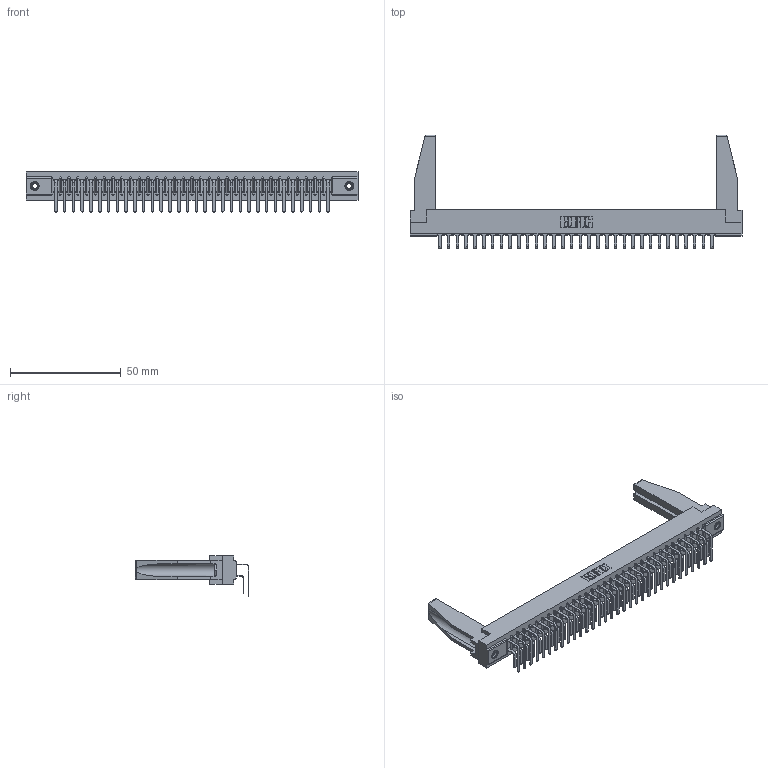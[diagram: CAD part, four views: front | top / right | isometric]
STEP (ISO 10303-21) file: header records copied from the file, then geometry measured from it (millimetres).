
FILE_DESCRIPTION (( 'STEP AP203' ), '1' );
FILE_NAME ('357-032-459-178.STEP', '2020-10-02T05:34:45', ( '' ), ( '' ), 'SwSTEP 2.0', 'SolidWorks 2020', '' );
FILE_SCHEMA (( 'CONFIG_CONTROL_DESIGN' ));
Length unit declared in the file: inch
Products named in the file (6): 345-250-001_345-250-001-102; 307-290-001_559 - 2 (Single); 307 Part_.156 Dia Mounting Holes; 307-290-001_558 559 - 1 (Single); 357-032-459-178; 307-220-078
Assembly tree (69 placements, depth 2):
  357-032-459-178
    307 Part_.156 Dia Mounting Holes
    307-290-001_558 559 - 1 (Single)  x32
    307-290-001_559 - 2 (Single)  x32
    307-220-078  x2
    345-250-001_345-250-001-102  x2
Bounding box: 149.81 x 51.4 x 18.07 mm (x, y, z)
Volume: 20136.6 mm3; surface area: 25029.9 mm2
Topology: 69 solids, 69 shells, 3481 faces, 9741 edges, 6310 vertices
Faces by surface type: plane 2266, cylinder 1133, sphere 66, cone 12, torus 4
Entity records: 33576 total; most frequent: CARTESIAN_POINT 5508, ORIENTED_EDGE 5416, DIRECTION 5352, EDGE_CURVE 2708, VECTOR 2076, LINE 2076, VERTEX_POINT 1752, AXIS2_PLACEMENT_3D 1638
